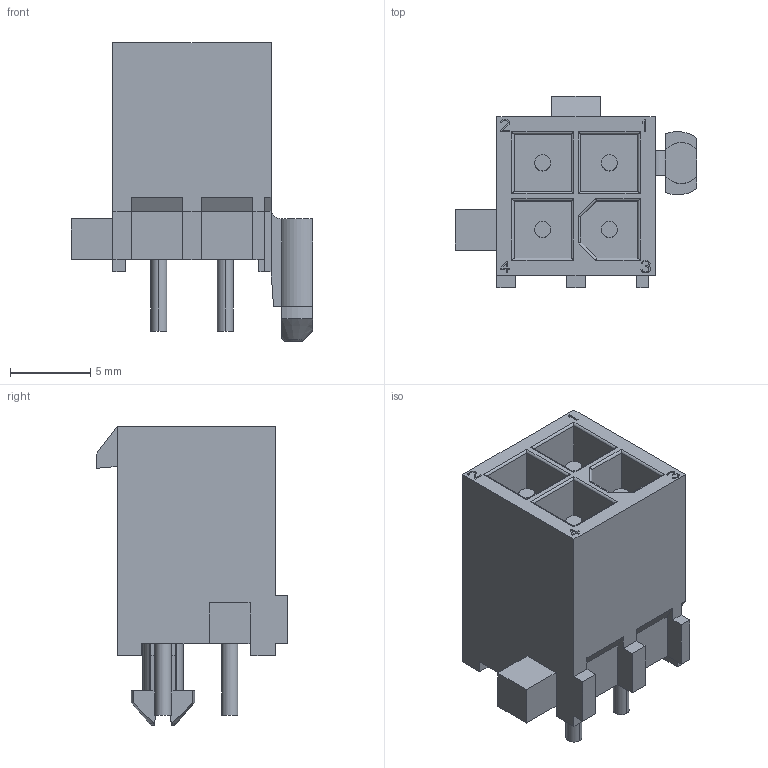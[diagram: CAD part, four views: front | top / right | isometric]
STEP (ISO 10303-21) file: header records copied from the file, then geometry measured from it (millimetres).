
FILE_DESCRIPTION((''),'2;1');
FILE_NAME('C-1-770174-0','2017-06-14T',('workeradm'),('Tyco Electronics Ltd.'),'CREO PARAMETRIC BY PTC INC, 2016050','CREO PARAMETRIC BY PTC INC, 2016050','');
FILE_SCHEMA(('AUTOMOTIVE_DESIGN { 1 0 10303 214 1 1 1 1 }'));
Length unit declared in the file: millimetre
Products named in the file (1): C-1-770174-0
Bounding box: 15.01 x 11.89 x 18.57 mm (x, y, z)
Volume: 925 mm3; surface area: 1567.9 mm2
Topology: 1 solids, 1 shells, 249 faces, 667 edges, 437 vertices
Faces by surface type: plane 205, cylinder 40, cone 2, torus 2
Entity records: 7922 total; most frequent: CARTESIAN_POINT 1535, ORIENTED_EDGE 1334, DIRECTION 1184, EDGE_CURVE 667, VECTOR 588, LINE 588, VERTEX_POINT 437, AXIS2_PLACEMENT_3D 298
